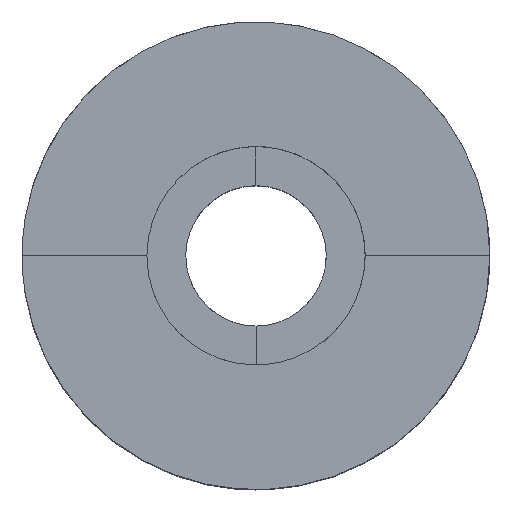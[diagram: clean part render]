
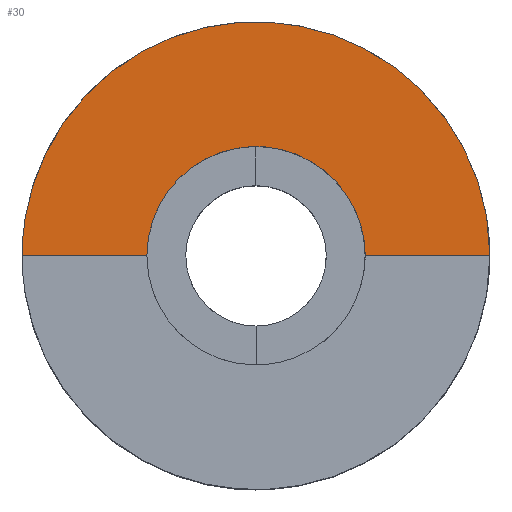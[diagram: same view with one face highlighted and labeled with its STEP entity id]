
A CAD part, top view. The second image highlights one B-rep face of the part: STEP entity #30.
In plain terms, the highlighted free-form (B-spline) face has degree [1, 2] with [2, 5] control points.
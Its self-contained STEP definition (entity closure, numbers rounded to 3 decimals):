
#30=ADVANCED_FACE('',(#50),#694,.T.);
#50=FACE_OUTER_BOUND('',#70,.T.);
#70=EDGE_LOOP('',(#116,#117,#118,#119));
#116=ORIENTED_EDGE('',*,*,#597,.T.);
#117=ORIENTED_EDGE('',*,*,#598,.T.);
#118=ORIENTED_EDGE('',*,*,#599,.T.);
#119=ORIENTED_EDGE('',*,*,#600,.T.);
#220=PCURVE('',#694,#324);
#221=PCURVE('',#694,#325);
#222=PCURVE('',#694,#326);
#223=PCURVE('',#694,#327);
#272=PCURVE('',#704,#376);
#274=PCURVE('',#704,#378);
#277=PCURVE('',#705,#381);
#291=PCURVE('',#707,#395);
#324=DEFINITIONAL_REPRESENTATION('',(#438),#1411);
#325=DEFINITIONAL_REPRESENTATION('',(#440),#1411);
#326=DEFINITIONAL_REPRESENTATION('',(#441),#1411);
#327=DEFINITIONAL_REPRESENTATION('',(#443),#1411);
#376=DEFINITIONAL_REPRESENTATION('',(#496),#1411);
#378=DEFINITIONAL_REPRESENTATION('',(#498),#1411);
#381=DEFINITIONAL_REPRESENTATION('',(#501),#1411);
#395=DEFINITIONAL_REPRESENTATION('',(#515),#1411);
#438=B_SPLINE_CURVE_WITH_KNOTS('',1,(#1202,#1203),.UNSPECIFIED.,.F.,.F.,
(2,2),(-87.965,-43.982),.UNSPECIFIED.);
#439=B_SPLINE_CURVE_WITH_KNOTS('',1,(#1204,#1205),.UNSPECIFIED.,.F.,.F.,
(2,2),(0.,16.),.UNSPECIFIED.);
#440=B_SPLINE_CURVE_WITH_KNOTS('',1,(#1206,#1207),.UNSPECIFIED.,.F.,.F.,
(2,2),(0.,16.),.UNSPECIFIED.);
#441=B_SPLINE_CURVE_WITH_KNOTS('',1,(#1213,#1214),.UNSPECIFIED.,.F.,.F.,
(2,2),(0.,94.248),.UNSPECIFIED.);
#442=B_SPLINE_CURVE_WITH_KNOTS('',1,(#1215,#1216),.UNSPECIFIED.,.F.,.F.,
(2,2),(-16.,0.),.UNSPECIFIED.);
#443=B_SPLINE_CURVE_WITH_KNOTS('',1,(#1217,#1218),.UNSPECIFIED.,.F.,.F.,
(2,2),(-16.,0.),.UNSPECIFIED.);
#496=B_SPLINE_CURVE_WITH_KNOTS('',1,(#1367,#1368),.UNSPECIFIED.,.F.,.F.,
(2,2),(-16.,0.),.UNSPECIFIED.);
#498=B_SPLINE_CURVE_WITH_KNOTS('',1,(#1371,#1372),.UNSPECIFIED.,.F.,.F.,
(2,2),(0.,16.),.UNSPECIFIED.);
#501=B_SPLINE_CURVE_WITH_KNOTS('',1,(#1377,#1378),.UNSPECIFIED.,.F.,.F.,
(2,2),(-87.965,-43.982),.UNSPECIFIED.);
#515=B_SPLINE_CURVE_WITH_KNOTS('',1,(#1408,#1409),.UNSPECIFIED.,.F.,.F.,
(2,2),(0.,94.248),.UNSPECIFIED.);
#545=SURFACE_CURVE('',#639,(#220,#277),.PCURVE_S1.);
#546=SURFACE_CURVE('',#439,(#221,#274),.PCURVE_S1.);
#547=SURFACE_CURVE('',#640,(#222,#291),.PCURVE_S1.);
#548=SURFACE_CURVE('',#442,(#223,#272),.PCURVE_S1.);
#597=EDGE_CURVE('',#671,#668,#545,.T.);
#598=EDGE_CURVE('',#668,#669,#546,.T.);
#599=EDGE_CURVE('',#669,#674,#547,.T.);
#600=EDGE_CURVE('',#674,#671,#548,.T.);
#639=(
BOUNDED_CURVE()
B_SPLINE_CURVE(2,(#1197,#1198,#1199,#1200,#1201),.UNSPECIFIED.,.F.,.F.)
B_SPLINE_CURVE_WITH_KNOTS((3,2,3),(-87.965,-65.973,
-43.982),.UNSPECIFIED.)
CURVE()
GEOMETRIC_REPRESENTATION_ITEM()
RATIONAL_B_SPLINE_CURVE((1.,0.707,1.,0.707,1.))
REPRESENTATION_ITEM('')
);
#640=(
BOUNDED_CURVE()
B_SPLINE_CURVE(2,(#1208,#1209,#1210,#1211,#1212),.UNSPECIFIED.,.F.,.F.)
B_SPLINE_CURVE_WITH_KNOTS((3,2,3),(0.,47.124,94.248),
 .UNSPECIFIED.)
CURVE()
GEOMETRIC_REPRESENTATION_ITEM()
RATIONAL_B_SPLINE_CURVE((1.,0.707,1.,0.707,1.))
REPRESENTATION_ITEM('')
);
#668=VERTEX_POINT('',#1016);
#669=VERTEX_POINT('',#1017);
#671=VERTEX_POINT('',#1019);
#674=VERTEX_POINT('',#1022);
#694=(
BOUNDED_SURFACE()
B_SPLINE_SURFACE(1,2,((#829,#830,#831,#832,#833),(#834,#835,#836,#837,#838)),
 .UNSPECIFIED.,.F.,.F.,.F.)
B_SPLINE_SURFACE_WITH_KNOTS((2,2),(3,2,3),(0.,16.),(0.,47.124,
94.248),.UNSPECIFIED.)
GEOMETRIC_REPRESENTATION_ITEM()
RATIONAL_B_SPLINE_SURFACE(((1.,0.707,1.,0.707,1.),
(1.,0.707,1.,0.707,1.)))
REPRESENTATION_ITEM('')
SURFACE()
);
#704=(
BOUNDED_SURFACE()
B_SPLINE_SURFACE(1,2,((#964,#965,#966,#967,#968),(#969,#970,#971,#972,#973)),
 .UNSPECIFIED.,.F.,.F.,.F.)
B_SPLINE_SURFACE_WITH_KNOTS((2,2),(3,2,3),(0.,16.),(94.248,141.372,
188.496),.UNSPECIFIED.)
GEOMETRIC_REPRESENTATION_ITEM()
RATIONAL_B_SPLINE_SURFACE(((1.,0.707,1.,0.707,1.),
(1.,0.707,1.,0.707,1.)))
REPRESENTATION_ITEM('')
SURFACE()
);
#705=(
BOUNDED_SURFACE()
B_SPLINE_SURFACE(1,2,((#974,#975,#976,#977,#978),(#979,#980,#981,#982,#983)),
 .UNSPECIFIED.,.F.,.F.,.F.)
B_SPLINE_SURFACE_WITH_KNOTS((2,2),(3,2,3),(0.,10.034),(43.982,
65.973,87.965),.UNSPECIFIED.)
GEOMETRIC_REPRESENTATION_ITEM()
RATIONAL_B_SPLINE_SURFACE(((1.,0.707,1.,0.707,1.),
(1.,0.707,1.,0.707,1.)))
REPRESENTATION_ITEM('')
SURFACE()
);
#707=(
BOUNDED_SURFACE()
B_SPLINE_SURFACE(1,2,((#994,#995,#996,#997,#998),(#999,#1000,#1001,#1002,
#1003)),.UNSPECIFIED.,.F.,.F.,.F.)
B_SPLINE_SURFACE_WITH_KNOTS((2,2),(3,2,3),(0.,10.777),(94.248,
141.372,188.496),.UNSPECIFIED.)
GEOMETRIC_REPRESENTATION_ITEM()
RATIONAL_B_SPLINE_SURFACE(((1.,0.707,1.,0.707,1.),
(1.,0.707,1.,0.707,1.)))
REPRESENTATION_ITEM('')
SURFACE()
);
#829=CARTESIAN_POINT('',(-86.,-36.487,20.034));
#830=CARTESIAN_POINT('',(-86.,-22.487,20.034));
#831=CARTESIAN_POINT('',(-100.,-22.487,20.034));
#832=CARTESIAN_POINT('',(-114.,-22.487,20.034));
#833=CARTESIAN_POINT('',(-114.,-36.487,20.034));
#834=CARTESIAN_POINT('',(-70.,-36.487,20.034));
#835=CARTESIAN_POINT('',(-70.,-6.487,20.034));
#836=CARTESIAN_POINT('',(-100.,-6.487,20.034));
#837=CARTESIAN_POINT('',(-130.,-6.487,20.034));
#838=CARTESIAN_POINT('',(-130.,-36.487,20.034));
#964=CARTESIAN_POINT('',(-114.,-36.487,20.034));
#965=CARTESIAN_POINT('',(-114.,-50.487,20.034));
#966=CARTESIAN_POINT('',(-100.,-50.487,20.034));
#967=CARTESIAN_POINT('',(-86.,-50.487,20.034));
#968=CARTESIAN_POINT('',(-86.,-36.487,20.034));
#969=CARTESIAN_POINT('',(-130.,-36.487,20.034));
#970=CARTESIAN_POINT('',(-130.,-66.487,20.034));
#971=CARTESIAN_POINT('',(-100.,-66.487,20.034));
#972=CARTESIAN_POINT('',(-70.,-66.487,20.034));
#973=CARTESIAN_POINT('',(-70.,-36.487,20.034));
#974=CARTESIAN_POINT('',(-86.,-36.487,10.));
#975=CARTESIAN_POINT('',(-86.,-22.487,10.));
#976=CARTESIAN_POINT('',(-100.,-22.487,10.));
#977=CARTESIAN_POINT('',(-114.,-22.487,10.));
#978=CARTESIAN_POINT('',(-114.,-36.487,10.));
#979=CARTESIAN_POINT('',(-86.,-36.487,20.034));
#980=CARTESIAN_POINT('',(-86.,-22.487,20.034));
#981=CARTESIAN_POINT('',(-100.,-22.487,20.034));
#982=CARTESIAN_POINT('',(-114.,-22.487,20.034));
#983=CARTESIAN_POINT('',(-114.,-36.487,20.034));
#994=CARTESIAN_POINT('',(-70.,-36.487,20.034));
#995=CARTESIAN_POINT('',(-70.,-6.487,20.034));
#996=CARTESIAN_POINT('',(-100.,-6.487,20.034));
#997=CARTESIAN_POINT('',(-130.,-6.487,20.034));
#998=CARTESIAN_POINT('',(-130.,-36.487,20.034));
#999=CARTESIAN_POINT('',(-70.,-36.487,9.257));
#1000=CARTESIAN_POINT('',(-70.,-6.487,9.257));
#1001=CARTESIAN_POINT('',(-100.,-6.487,9.257));
#1002=CARTESIAN_POINT('',(-130.,-6.487,9.257));
#1003=CARTESIAN_POINT('',(-130.,-36.487,9.257));
#1016=CARTESIAN_POINT('',(-86.,-36.487,20.034));
#1017=CARTESIAN_POINT('',(-70.,-36.487,20.034));
#1019=CARTESIAN_POINT('',(-114.,-36.487,20.034));
#1022=CARTESIAN_POINT('',(-130.,-36.487,20.034));
#1197=CARTESIAN_POINT('',(-114.,-36.487,20.034));
#1198=CARTESIAN_POINT('',(-114.,-22.487,20.034));
#1199=CARTESIAN_POINT('',(-100.,-22.487,20.034));
#1200=CARTESIAN_POINT('',(-86.,-22.487,20.034));
#1201=CARTESIAN_POINT('',(-86.,-36.487,20.034));
#1202=CARTESIAN_POINT('',(0.,94.248));
#1203=CARTESIAN_POINT('',(0.,0.));
#1204=CARTESIAN_POINT('',(-86.,-36.487,20.034));
#1205=CARTESIAN_POINT('',(-70.,-36.487,20.034));
#1206=CARTESIAN_POINT('',(0.,0.));
#1207=CARTESIAN_POINT('',(16.,0.));
#1208=CARTESIAN_POINT('',(-70.,-36.487,20.034));
#1209=CARTESIAN_POINT('',(-70.,-6.487,20.034));
#1210=CARTESIAN_POINT('',(-100.,-6.487,20.034));
#1211=CARTESIAN_POINT('',(-130.,-6.487,20.034));
#1212=CARTESIAN_POINT('',(-130.,-36.487,20.034));
#1213=CARTESIAN_POINT('',(16.,0.));
#1214=CARTESIAN_POINT('',(16.,94.248));
#1215=CARTESIAN_POINT('',(-130.,-36.487,20.034));
#1216=CARTESIAN_POINT('',(-114.,-36.487,20.034));
#1217=CARTESIAN_POINT('',(16.,94.248));
#1218=CARTESIAN_POINT('',(0.,94.248));
#1367=CARTESIAN_POINT('',(16.,94.248));
#1368=CARTESIAN_POINT('',(0.,94.248));
#1371=CARTESIAN_POINT('',(0.,188.496));
#1372=CARTESIAN_POINT('',(16.,188.496));
#1377=CARTESIAN_POINT('',(10.034,87.965));
#1378=CARTESIAN_POINT('',(10.034,43.982));
#1408=CARTESIAN_POINT('',(0.,94.248));
#1409=CARTESIAN_POINT('',(0.,188.496));
#1411=(
GEOMETRIC_REPRESENTATION_CONTEXT(2)
PARAMETRIC_REPRESENTATION_CONTEXT()
REPRESENTATION_CONTEXT('pspace','')
);
